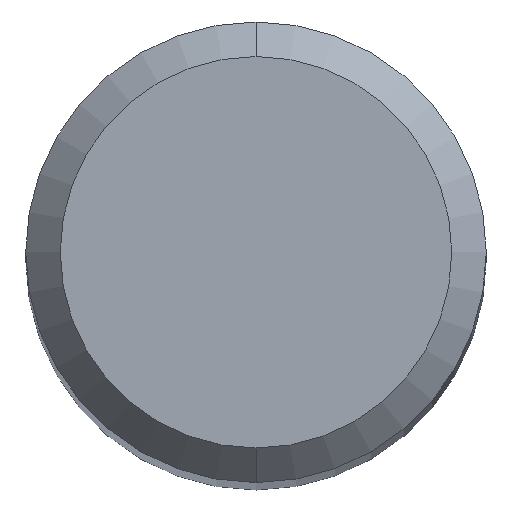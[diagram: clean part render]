
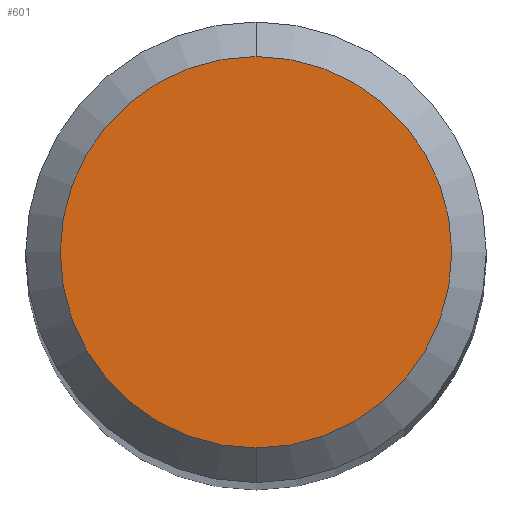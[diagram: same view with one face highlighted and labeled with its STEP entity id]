
A CAD part, top view. The second image highlights one B-rep face of the part: STEP entity #601.
In plain terms, the highlighted planar face has unit normal (0, 0, 1).
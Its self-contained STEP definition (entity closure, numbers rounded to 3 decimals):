
#471=VERTEX_POINT('',#1167);
#601=ADVANCED_FACE('',(#1306),#1307,.T.);
#855=EDGE_CURVE('',#471,#859,#1587,.T.);
#859=VERTEX_POINT('',#1591);
#969=EDGE_CURVE('',#859,#471,#1710,.T.);
#1167=CARTESIAN_POINT('',(0.,-1.7,0.0));
#1306=FACE_OUTER_BOUND('',#3031,.T.);
#1307=PLANE('',#3032);
#1587=CIRCLE('',#4677,1.7);
#1591=CARTESIAN_POINT('',(0.0,1.7,0.0));
#1710=CIRCLE('',#5055,1.7);
#3031=EDGE_LOOP('',(#5517,#5518));
#3032=AXIS2_PLACEMENT_3D('',#5519,#5520,#5521);
#4677=AXIS2_PLACEMENT_3D('',#5840,#5841,#5842);
#5055=AXIS2_PLACEMENT_3D('',#5990,#5991,#5992);
#5517=ORIENTED_EDGE('',*,*,#969,.F.);
#5518=ORIENTED_EDGE('',*,*,#855,.F.);
#5519=CARTESIAN_POINT('',(0.0,0.85,0.0));
#5520=DIRECTION('',(-0.0,0.0,1.0));
#5521=DIRECTION('',(0.0,-1.0,0.0));
#5840=CARTESIAN_POINT('',(0.0,0.0,0.0));
#5841=DIRECTION('',(0.0,0.0,-1.0));
#5842=DIRECTION('',(0.0,1.0,0.0));
#5990=CARTESIAN_POINT('',(0.0,0.0,0.0));
#5991=DIRECTION('',(0.0,0.0,-1.0));
#5992=DIRECTION('',(0.0,1.0,0.0));
